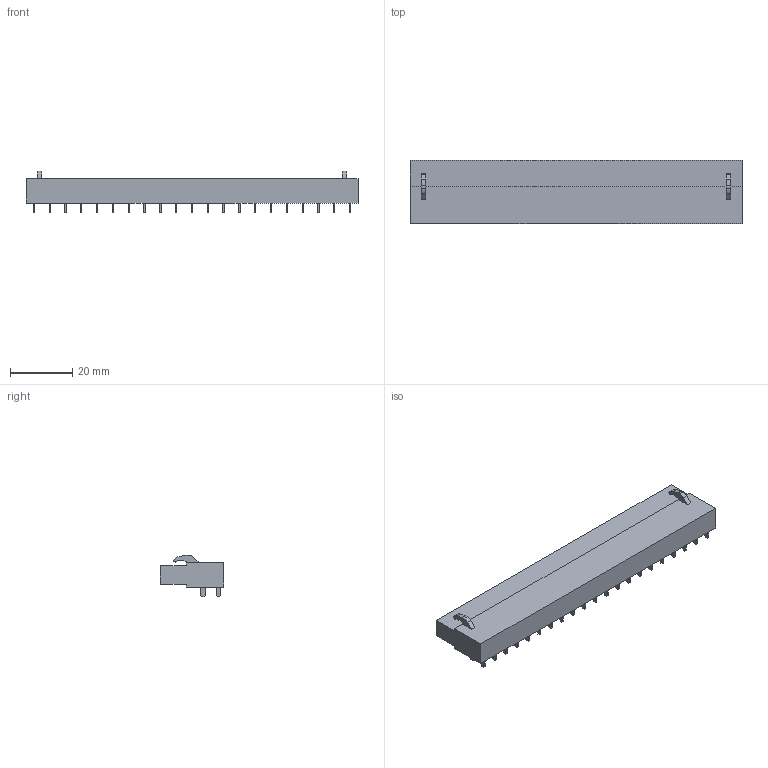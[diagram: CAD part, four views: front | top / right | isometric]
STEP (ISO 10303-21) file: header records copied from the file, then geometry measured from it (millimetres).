
FILE_DESCRIPTION(('CATIA V5 STEP Exchange','CAx-IF Rec.Pracs.--- Model Styling and Organization---1.2---2011-12-15'),'2;1');
FILE_NAME ('D1454276_0', '2018-09-01T03:03:11+00:00', ('none'), ('Weidmueller'), 'CATIA Version 5-6 Release 2014', 'CATIA V5 STEP AP214', 'none');
FILE_SCHEMA(('AUTOMOTIVE_DESIGN { 1 0 10303 214 1 1 1 1 }'));
Length unit declared in the file: millimetre
Products named in the file (1): 1648500000
Bounding box: 106.68 x 20.25 x 13.48 mm (x, y, z)
Volume: 14999.8 mm3; surface area: 7230.3 mm2
Topology: 43 solids, 43 shells, 655 faces, 1512 edges, 1008 vertices
Faces by surface type: plane 599, cone 42, cylinder 14
Entity records: 16571 total; most frequent: ORIENTED_EDGE 3024, CARTESIAN_POINT 2914, DIRECTION 2172, EDGE_CURVE 1512, VECTOR 1358, LINE 1358, VERTEX_POINT 1008, EDGE_LOOP 720
